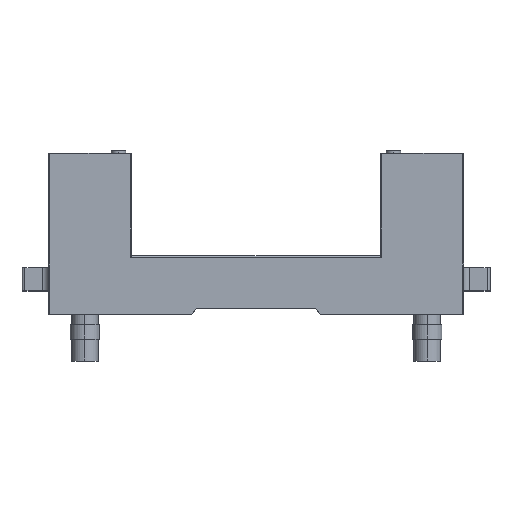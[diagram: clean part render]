
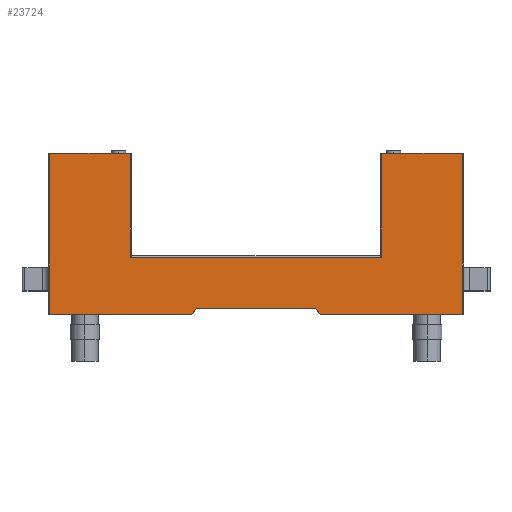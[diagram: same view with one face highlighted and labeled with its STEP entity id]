
A CAD part, top view. The second image highlights one B-rep face of the part: STEP entity #23724.
In plain terms, the highlighted planar face has unit normal (0, 0, 1).
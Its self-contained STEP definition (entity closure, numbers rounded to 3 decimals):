
#34 = DIRECTION ( 'NONE',  ( 0., -1., 0. ) ) ;
#234 = EDGE_CURVE ( 'NONE', #4373, #6391, #783, .T. ) ;
#783 = LINE ( 'NONE', #30545, #8485 ) ;
#867 = LINE ( 'NONE', #13566, #29861 ) ;
#1017 = EDGE_CURVE ( 'NONE', #26533, #19279, #24972, .T. ) ;
#1095 = LINE ( 'NONE', #1254, #13915 ) ;
#1175 = EDGE_CURVE ( 'NONE', #6473, #26533, #867, .T. ) ;
#1254 = CARTESIAN_POINT ( 'NONE',  ( 141.5, 55., 75. ) ) ;
#2145 = VECTOR ( 'NONE', #6219, 1000. ) ;
#2383 = ORIENTED_EDGE ( 'NONE', *, *, #234, .F. ) ;
#2483 = CARTESIAN_POINT ( 'NONE',  ( 114., 55., 75. ) ) ;
#2523 = CARTESIAN_POINT ( 'NONE',  ( 93., 0., 75. ) ) ;
#2963 = LINE ( 'NONE', #18131, #9687 ) ;
#3706 = CARTESIAN_POINT ( 'NONE',  ( 28., 19.5, 75. ) ) ;
#3884 = ORIENTED_EDGE ( 'NONE', *, *, #29623, .T. ) ;
#3936 = DIRECTION ( 'NONE',  ( 0., -1., 0. ) ) ;
#4373 = VERTEX_POINT ( 'NONE', #7804 ) ;
#4457 = VERTEX_POINT ( 'NONE', #3706 ) ;
#4814 = DIRECTION ( 'NONE',  ( 0., 1., 0. ) ) ;
#4816 = VECTOR ( 'NONE', #19059, 1000. ) ;
#5967 = CARTESIAN_POINT ( 'NONE',  ( 141.5, 0., 75. ) ) ;
#6219 = DIRECTION ( 'NONE',  ( -0.6, -0.8, 0. ) ) ;
#6391 = VERTEX_POINT ( 'NONE', #17144 ) ;
#6473 = VERTEX_POINT ( 'NONE', #18935 ) ;
#7162 = ORIENTED_EDGE ( 'NONE', *, *, #28958, .T. ) ;
#7262 = EDGE_LOOP ( 'NONE', ( #19663, #14942, #22959, #15750, #29567, #19333, #7162, #3884, #2383, #28323, #7841, #8721 ) ) ;
#7734 = VECTOR ( 'NONE', #22849, 1000. ) ;
#7804 = CARTESIAN_POINT ( 'NONE',  ( 114., 55., 75. ) ) ;
#7841 = ORIENTED_EDGE ( 'NONE', *, *, #14973, .T. ) ;
#8060 = DIRECTION ( 'NONE',  ( 0., 0., -1. ) ) ;
#8219 = EDGE_CURVE ( 'NONE', #4373, #9623, #14872, .T. ) ;
#8278 = DIRECTION ( 'NONE',  ( 1., 0., 0. ) ) ;
#8417 = DIRECTION ( 'NONE',  ( -0.6, 0.8, 0. ) ) ;
#8485 = VECTOR ( 'NONE', #8278, 1000. ) ;
#8721 = ORIENTED_EDGE ( 'NONE', *, *, #24671, .T. ) ;
#8747 = CARTESIAN_POINT ( 'NONE',  ( 91.5, 2., 75. ) ) ;
#8779 = EDGE_CURVE ( 'NONE', #8991, #28158, #15916, .T. ) ;
#8991 = VERTEX_POINT ( 'NONE', #2523 ) ;
#9044 = CARTESIAN_POINT ( 'NONE',  ( 28., 55., 75. ) ) ;
#9623 = VERTEX_POINT ( 'NONE', #23128 ) ;
#9687 = VECTOR ( 'NONE', #15675, 1000. ) ;
#10137 = DIRECTION ( 'NONE',  ( 1., 0., 0. ) ) ;
#11490 = CARTESIAN_POINT ( 'NONE',  ( 93., 0., 75. ) ) ;
#13238 = CARTESIAN_POINT ( 'NONE',  ( 0., 0., 75. ) ) ;
#13566 = CARTESIAN_POINT ( 'NONE',  ( 0.5, 55., 75. ) ) ;
#13869 = CARTESIAN_POINT ( 'NONE',  ( 0., 55., 75. ) ) ;
#13915 = VECTOR ( 'NONE', #23708, 1000. ) ;
#14194 = CARTESIAN_POINT ( 'NONE',  ( 49., 0., 75. ) ) ;
#14604 = VERTEX_POINT ( 'NONE', #5967 ) ;
#14872 = LINE ( 'NONE', #2483, #29984 ) ;
#14942 = ORIENTED_EDGE ( 'NONE', *, *, #1175, .T. ) ;
#14973 = EDGE_CURVE ( 'NONE', #9623, #4457, #29845, .T. ) ;
#15401 = CARTESIAN_POINT ( 'NONE',  ( 28.5, 19.5, 75. ) ) ;
#15675 = DIRECTION ( 'NONE',  ( 1., 0., 0. ) ) ;
#15750 = ORIENTED_EDGE ( 'NONE', *, *, #19547, .F. ) ;
#15916 = LINE ( 'NONE', #11490, #27203 ) ;
#17144 = CARTESIAN_POINT ( 'NONE',  ( 141.5, 55., 75. ) ) ;
#18131 = CARTESIAN_POINT ( 'NONE',  ( 0., 0., 75. ) ) ;
#18183 = DIRECTION ( 'NONE',  ( -1., 0., 0. ) ) ;
#18453 = CARTESIAN_POINT ( 'NONE',  ( 50.5, 2., 75. ) ) ;
#18935 = CARTESIAN_POINT ( 'NONE',  ( 0.5, 55., 75. ) ) ;
#19059 = DIRECTION ( 'NONE',  ( -1., 0., 0. ) ) ;
#19279 = VERTEX_POINT ( 'NONE', #28698 ) ;
#19333 = ORIENTED_EDGE ( 'NONE', *, *, #8779, .F. ) ;
#19547 = EDGE_CURVE ( 'NONE', #24158, #19279, #30762, .T. ) ;
#19663 = ORIENTED_EDGE ( 'NONE', *, *, #27885, .F. ) ;
#21265 = EDGE_CURVE ( 'NONE', #28158, #24158, #31216, .T. ) ;
#21451 = AXIS2_PLACEMENT_3D ( 'NONE', #30501, #8060, #18183 ) ;
#22849 = DIRECTION ( 'NONE',  ( -1., 0., 0. ) ) ;
#22959 = ORIENTED_EDGE ( 'NONE', *, *, #1017, .T. ) ;
#23128 = CARTESIAN_POINT ( 'NONE',  ( 114., 19.5, 75. ) ) ;
#23586 = CARTESIAN_POINT ( 'NONE',  ( 50.5, 2., 75. ) ) ;
#23708 = DIRECTION ( 'NONE',  ( 0., 1., 0. ) ) ;
#23724 = ADVANCED_FACE ( 'NONE', ( #25326 ), #28062, .F. ) ;
#24158 = VERTEX_POINT ( 'NONE', #18453 ) ;
#24671 = EDGE_CURVE ( 'NONE', #4457, #27075, #29064, .T. ) ;
#24972 = LINE ( 'NONE', #13238, #29324 ) ;
#25003 = CARTESIAN_POINT ( 'NONE',  ( 28., 55., 75. ) ) ;
#25326 = FACE_OUTER_BOUND ( 'NONE', #7262, .T. ) ;
#26253 = VECTOR ( 'NONE', #26378, 1000. ) ;
#26378 = DIRECTION ( 'NONE',  ( 1., 0., 0. ) ) ;
#26533 = VERTEX_POINT ( 'NONE', #28456 ) ;
#27075 = VERTEX_POINT ( 'NONE', #9044 ) ;
#27203 = VECTOR ( 'NONE', #8417, 1000. ) ;
#27885 = EDGE_CURVE ( 'NONE', #6473, #27075, #28804, .T. ) ;
#28062 = PLANE ( 'NONE',  #21451 ) ;
#28158 = VERTEX_POINT ( 'NONE', #8747 ) ;
#28323 = ORIENTED_EDGE ( 'NONE', *, *, #8219, .T. ) ;
#28456 = CARTESIAN_POINT ( 'NONE',  ( 0.5, 0., 75. ) ) ;
#28698 = CARTESIAN_POINT ( 'NONE',  ( 49., 0., 75. ) ) ;
#28804 = LINE ( 'NONE', #13869, #26253 ) ;
#28958 = EDGE_CURVE ( 'NONE', #8991, #14604, #2963, .T. ) ;
#29064 = LINE ( 'NONE', #25003, #31863 ) ;
#29324 = VECTOR ( 'NONE', #10137, 1000. ) ;
#29567 = ORIENTED_EDGE ( 'NONE', *, *, #21265, .F. ) ;
#29623 = EDGE_CURVE ( 'NONE', #14604, #6391, #1095, .T. ) ;
#29845 = LINE ( 'NONE', #15401, #7734 ) ;
#29861 = VECTOR ( 'NONE', #3936, 1000. ) ;
#29984 = VECTOR ( 'NONE', #34, 1000. ) ;
#30501 = CARTESIAN_POINT ( 'NONE',  ( 0., 55., 75. ) ) ;
#30545 = CARTESIAN_POINT ( 'NONE',  ( 0., 55., 75. ) ) ;
#30762 = LINE ( 'NONE', #14194, #2145 ) ;
#31216 = LINE ( 'NONE', #23586, #4816 ) ;
#31863 = VECTOR ( 'NONE', #4814, 1000. ) ;
